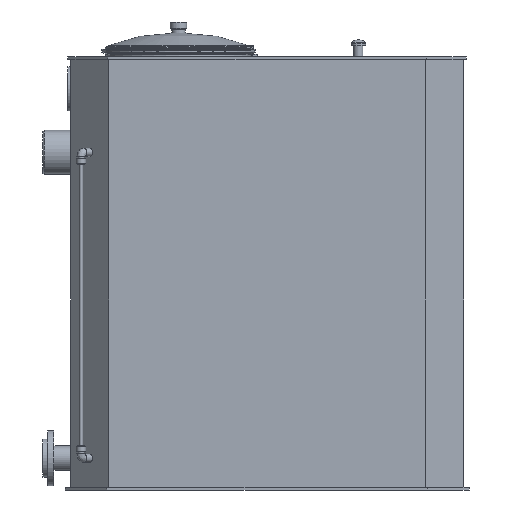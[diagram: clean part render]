
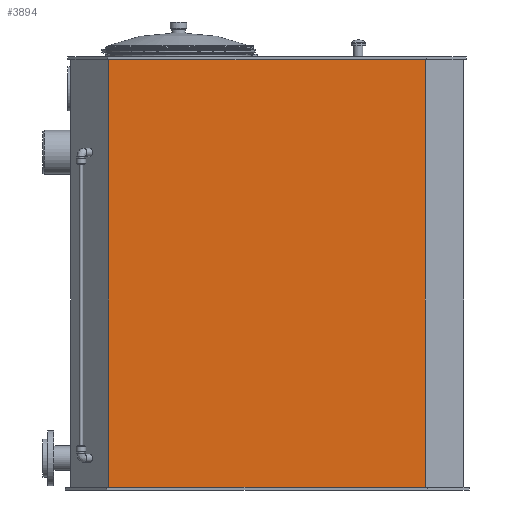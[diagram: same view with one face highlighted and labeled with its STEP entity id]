
A CAD part, front view. The second image highlights one B-rep face of the part: STEP entity #3894.
In plain terms, the highlighted planar face has unit normal (0, -1, 0).
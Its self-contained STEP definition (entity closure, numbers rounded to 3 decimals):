
#113=LINE('',#5915,#406);
#122=LINE('',#5935,#415);
#123=LINE('',#5936,#416);
#124=LINE('',#5937,#417);
#406=VECTOR('',#4743,10.);
#415=VECTOR('',#4770,10.);
#416=VECTOR('',#4771,10.);
#417=VECTOR('',#4772,10.);
#766=PLANE('',#4216);
#1042=FACE_OUTER_BOUND('',#1341,.T.);
#1341=EDGE_LOOP('',(#2875,#2876,#2877,#2878));
#1883=VERTEX_POINT('',#5900);
#1890=VERTEX_POINT('',#5913);
#1891=VERTEX_POINT('',#5933);
#1892=VERTEX_POINT('',#5934);
#2271=EDGE_CURVE('',#1890,#1883,#113,.T.);
#2280=EDGE_CURVE('',#1891,#1892,#122,.T.);
#2281=EDGE_CURVE('',#1883,#1892,#123,.T.);
#2282=EDGE_CURVE('',#1890,#1891,#124,.T.);
#2875=ORIENTED_EDGE('',*,*,#2280,.T.);
#2876=ORIENTED_EDGE('',*,*,#2281,.F.);
#2877=ORIENTED_EDGE('',*,*,#2271,.F.);
#2878=ORIENTED_EDGE('',*,*,#2282,.T.);
#3894=ADVANCED_FACE('',(#1042),#766,.T.);
#4216=AXIS2_PLACEMENT_3D('',#5932,#4768,#4769);
#4743=DIRECTION('',(-1.,0.,0.));
#4768=DIRECTION('center_axis',(0.,-1.,0.));
#4769=DIRECTION('ref_axis',(0.,0.,1.));
#4770=DIRECTION('',(-1.,0.,0.));
#4771=DIRECTION('',(0.,0.,1.));
#4772=DIRECTION('',(0.,0.,1.));
#5900=CARTESIAN_POINT('',(-571.716,-395.,10.));
#5913=CARTESIAN_POINT('',(571.716,-395.,10.));
#5915=CARTESIAN_POINT('',(285.858,-395.,10.));
#5932=CARTESIAN_POINT('Origin',(571.716,-395.,10.));
#5933=CARTESIAN_POINT('',(571.716,-395.,1555.));
#5934=CARTESIAN_POINT('',(-571.716,-395.,1555.));
#5935=CARTESIAN_POINT('',(571.716,-395.,1555.));
#5936=CARTESIAN_POINT('',(-571.716,-395.,10.));
#5937=CARTESIAN_POINT('',(571.716,-395.,10.));
